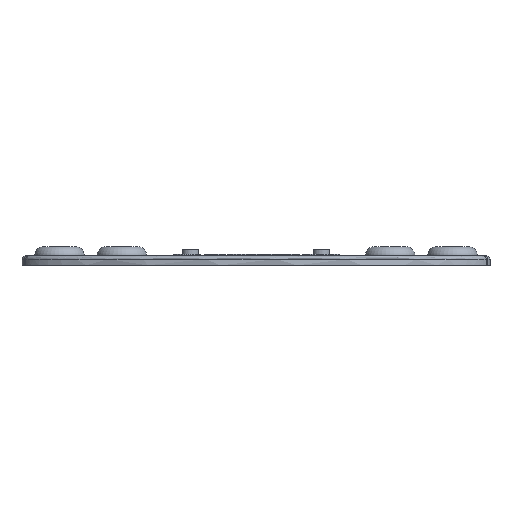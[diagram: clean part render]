
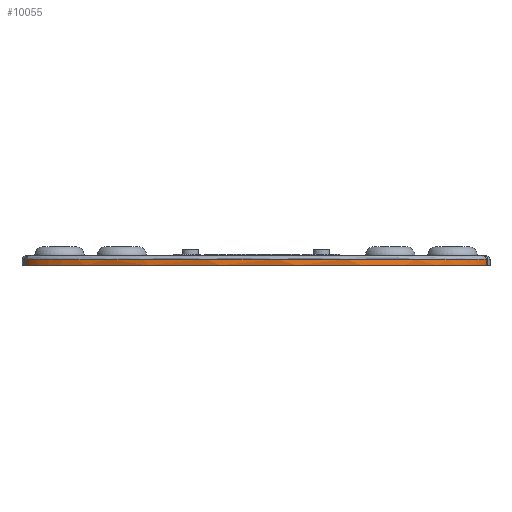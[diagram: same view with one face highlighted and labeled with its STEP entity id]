
A CAD part, left-side view. The second image highlights one B-rep face of the part: STEP entity #10055.
In plain terms, the highlighted free-form (B-spline) face has degree [1, 2] with [2, 5] control points.
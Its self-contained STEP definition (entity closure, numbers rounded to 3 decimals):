
#24=ELLIPSE('',#10436,75.,25.);
#66=B_SPLINE_CURVE_WITH_KNOTS('',3,(#18233,#18234,#18235,#18236,#18237,
#18238,#18239,#18240,#18241,#18242,#18243,#18244,#18245,#18246,#18247,#18248,
#18249,#18250,#18251,#18252,#18253,#18254,#18255,#18256,#18257,#18258,#18259,
#18260,#18261,#18262,#18263,#18264,#18265,#18266,#18267,#18268,#18269,#18270,
#18271,#18272),.UNSPECIFIED.,.F.,.F.,(4,3,3,3,3,3,3,3,3,3,3,3,3,4),(-40.583,
-40.305,-40.027,-39.471,-38.359,
-36.135,-33.91,-31.686,-29.461,
-27.237,-26.125,-25.569,-25.291,-25.013),
 .UNSPECIFIED.);
#758=(
BOUNDED_SURFACE()
B_SPLINE_SURFACE(1,2,((#18222,#18223,#18224,#18225,#18226),(#18227,#18228,
#18229,#18230,#18231)),.UNSPECIFIED.,.F.,.F.,.F.)
B_SPLINE_SURFACE_WITH_KNOTS((2,2),(3,2,3),(-0.04,-0.013),
(-2.964,-1.571,-0.178),.UNSPECIFIED.)
GEOMETRIC_REPRESENTATION_ITEM()
RATIONAL_B_SPLINE_SURFACE(((1.,0.767,1.,0.767,1.),
(1.,0.767,1.,0.767,1.)))
REPRESENTATION_ITEM('')
SURFACE()
);
#1457=LINE('',#18221,#2324);
#1458=LINE('',#18273,#2325);
#2324=VECTOR('',#11875,10.);
#2325=VECTOR('',#11876,10.);
#3244=FACE_OUTER_BOUND('',#3865,.T.);
#3865=EDGE_LOOP('',(#8924,#8925,#8926,#8927));
#4984=VERTEX_POINT('',#18070);
#4985=VERTEX_POINT('',#18072);
#5056=VERTEX_POINT('',#18216);
#5057=VERTEX_POINT('',#18232);
#6313=EDGE_CURVE('',#4984,#4985,#24,.T.);
#6388=EDGE_CURVE('',#5056,#4984,#1457,.T.);
#6389=EDGE_CURVE('',#5057,#5056,#66,.T.);
#6390=EDGE_CURVE('',#4985,#5057,#1458,.T.);
#8924=ORIENTED_EDGE('',*,*,#6388,.F.);
#8925=ORIENTED_EDGE('',*,*,#6389,.F.);
#8926=ORIENTED_EDGE('',*,*,#6390,.F.);
#8927=ORIENTED_EDGE('',*,*,#6313,.F.);
#10055=ADVANCED_FACE('',(#3244),#758,.F.);
#10436=AXIS2_PLACEMENT_3D('',#18073,#11777,#11778);
#11777=DIRECTION('center_axis',(0.,0.,
-1.));
#11778=DIRECTION('ref_axis',(0.,-1.,0.));
#11875=DIRECTION('',(0.,0.,-1.));
#11876=DIRECTION('',(0.,0.,1.));
#18070=CARTESIAN_POINT('',(-94.424,-63.816,0.));
#18072=CARTESIAN_POINT('',(-94.424,83.816,0.));
#18073=CARTESIAN_POINT('Origin',(-90.,10.,0.));
#18216=CARTESIAN_POINT('',(-94.424,-63.816,2.));
#18221=CARTESIAN_POINT('',(-94.424,-63.816,3.));
#18222=CARTESIAN_POINT('Ctrl Pts',(-94.424,83.816,0.));
#18223=CARTESIAN_POINT('Ctrl Pts',(-115.,72.717,0.));
#18224=CARTESIAN_POINT('Ctrl Pts',(-115.,10.,0.));
#18225=CARTESIAN_POINT('Ctrl Pts',(-115.,-52.717,0.));
#18226=CARTESIAN_POINT('Ctrl Pts',(-94.424,-63.816,0.));
#18227=CARTESIAN_POINT('Ctrl Pts',(-94.424,83.816,2.));
#18228=CARTESIAN_POINT('Ctrl Pts',(-115.,72.717,2.));
#18229=CARTESIAN_POINT('Ctrl Pts',(-115.,10.,2.));
#18230=CARTESIAN_POINT('Ctrl Pts',(-115.,-52.717,2.));
#18231=CARTESIAN_POINT('Ctrl Pts',(-94.424,-63.816,2.));
#18232=CARTESIAN_POINT('',(-94.424,83.816,2.));
#18233=CARTESIAN_POINT('Ctrl Pts',(-94.424,83.816,2.));
#18234=CARTESIAN_POINT('Ctrl Pts',(-95.317,83.335,2.));
#18235=CARTESIAN_POINT('Ctrl Pts',(-96.129,82.749,2.));
#18236=CARTESIAN_POINT('Ctrl Pts',(-96.877,82.107,2.));
#18237=CARTESIAN_POINT('Ctrl Pts',(-97.624,81.465,2.));
#18238=CARTESIAN_POINT('Ctrl Pts',(-98.306,80.768,2.));
#18239=CARTESIAN_POINT('Ctrl Pts',(-98.941,80.038,2.));
#18240=CARTESIAN_POINT('Ctrl Pts',(-100.211,78.58,2.));
#18241=CARTESIAN_POINT('Ctrl Pts',(-101.292,76.995,2.));
#18242=CARTESIAN_POINT('Ctrl Pts',(-102.261,75.36,2.));
#18243=CARTESIAN_POINT('Ctrl Pts',(-104.197,72.091,2.));
#18244=CARTESIAN_POINT('Ctrl Pts',(-105.685,68.626,2.));
#18245=CARTESIAN_POINT('Ctrl Pts',(-106.957,65.096,2.));
#18246=CARTESIAN_POINT('Ctrl Pts',(-109.499,58.035,2.));
#18247=CARTESIAN_POINT('Ctrl Pts',(-111.177,50.711,2.));
#18248=CARTESIAN_POINT('Ctrl Pts',(-112.389,43.35,2.));
#18249=CARTESIAN_POINT('Ctrl Pts',(-113.601,35.99,2.));
#18250=CARTESIAN_POINT('Ctrl Pts',(-114.348,28.593,2.));
#18251=CARTESIAN_POINT('Ctrl Pts',(-114.722,21.164,2.));
#18252=CARTESIAN_POINT('Ctrl Pts',(-115.095,13.735,2.));
#18253=CARTESIAN_POINT('Ctrl Pts',(-115.095,6.273,2.));
#18254=CARTESIAN_POINT('Ctrl Pts',(-114.722,-1.159,2.));
#18255=CARTESIAN_POINT('Ctrl Pts',(-114.348,-8.592,
2.));
#18256=CARTESIAN_POINT('Ctrl Pts',(-113.602,-15.995,
2.));
#18257=CARTESIAN_POINT('Ctrl Pts',(-112.39,-23.356,
2.));
#18258=CARTESIAN_POINT('Ctrl Pts',(-111.177,-30.716,
2.));
#18259=CARTESIAN_POINT('Ctrl Pts',(-109.497,-38.034,
2.));
#18260=CARTESIAN_POINT('Ctrl Pts',(-106.955,-45.094,2.));
#18261=CARTESIAN_POINT('Ctrl Pts',(-105.683,-48.625,
2.));
#18262=CARTESIAN_POINT('Ctrl Pts',(-104.196,-52.091,
2.));
#18263=CARTESIAN_POINT('Ctrl Pts',(-102.26,-55.36,
2.));
#18264=CARTESIAN_POINT('Ctrl Pts',(-101.292,-56.994,
2.));
#18265=CARTESIAN_POINT('Ctrl Pts',(-100.211,-58.58,
2.));
#18266=CARTESIAN_POINT('Ctrl Pts',(-98.941,-60.038,2.));
#18267=CARTESIAN_POINT('Ctrl Pts',(-98.306,-60.768,
2.));
#18268=CARTESIAN_POINT('Ctrl Pts',(-97.624,-61.465,
2.));
#18269=CARTESIAN_POINT('Ctrl Pts',(-96.877,-62.107,
2.));
#18270=CARTESIAN_POINT('Ctrl Pts',(-96.129,-62.749,
2.));
#18271=CARTESIAN_POINT('Ctrl Pts',(-95.316,-63.335,
2.));
#18272=CARTESIAN_POINT('Ctrl Pts',(-94.424,-63.816,2.));
#18273=CARTESIAN_POINT('',(-94.424,83.816,3.));
